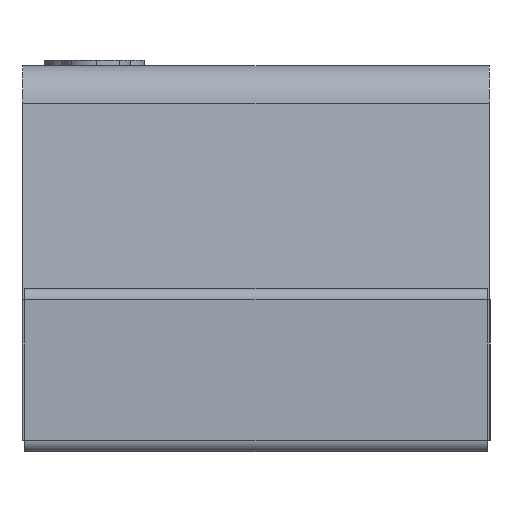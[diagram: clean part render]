
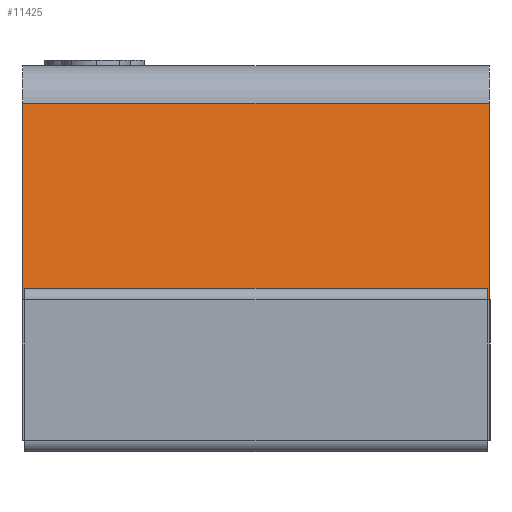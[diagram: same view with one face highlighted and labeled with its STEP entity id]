
A CAD part, left-side view. The second image highlights one B-rep face of the part: STEP entity #11425.
In plain terms, the highlighted planar face has unit normal (-0.996, 0, 0.087).
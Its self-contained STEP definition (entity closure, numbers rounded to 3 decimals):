
#65 = VERTEX_POINT ( 'NONE', #653 ) ;
#226 = ORIENTED_EDGE ( 'NONE', *, *, #6575, .F. ) ;
#248 = CARTESIAN_POINT ( 'NONE',  ( -0.546, 0.399, 0.576 ) ) ;
#481 = DIRECTION ( 'NONE',  ( 0., -1., 0. ) ) ;
#653 = CARTESIAN_POINT ( 'NONE',  ( -0.546, -0.399, 0.576 ) ) ;
#746 = VERTEX_POINT ( 'NONE', #4455 ) ;
#1204 = VERTEX_POINT ( 'NONE', #9278 ) ;
#1210 = EDGE_CURVE ( 'NONE', #1204, #10184, #12083, .T. ) ;
#1568 = DIRECTION ( 'NONE',  ( 0., -1., 0. ) ) ;
#1802 = EDGE_CURVE ( 'NONE', #10302, #9827, #10213, .T. ) ;
#1925 = VECTOR ( 'NONE', #3284, 1000. ) ;
#2002 = DIRECTION ( 'NONE',  ( 0.087, 0., 0.996 ) ) ;
#2373 = ORIENTED_EDGE ( 'NONE', *, *, #8761, .T. ) ;
#2484 = CARTESIAN_POINT ( 'NONE',  ( -0.575, -0.399, 0.24 ) ) ;
#2605 = ORIENTED_EDGE ( 'NONE', *, *, #1802, .F. ) ;
#2857 = CARTESIAN_POINT ( 'NONE',  ( -0.573, 0., 0.26 ) ) ;
#2936 = CARTESIAN_POINT ( 'NONE',  ( -0.54, 0.399, 0.64 ) ) ;
#3191 = CARTESIAN_POINT ( 'NONE',  ( -0.546, 0.399, 0.576 ) ) ;
#3221 = CARTESIAN_POINT ( 'NONE',  ( -0.575, -0.399, 0.24 ) ) ;
#3262 = ORIENTED_EDGE ( 'NONE', *, *, #12651, .F. ) ;
#3284 = DIRECTION ( 'NONE',  ( -0.087, 0., -0.996 ) ) ;
#3324 = EDGE_LOOP ( 'NONE', ( #226, #2605, #6259, #11091, #11524, #2373, #3262, #10766 ) ) ;
#3362 = DIRECTION ( 'NONE',  ( -0.087, 0., -0.996 ) ) ;
#3845 = LINE ( 'NONE', #11142, #11205 ) ;
#4440 = PLANE ( 'NONE',  #5239 ) ;
#4455 = CARTESIAN_POINT ( 'NONE',  ( -0.575, -0.395, 0.24 ) ) ;
#4523 = DIRECTION ( 'NONE',  ( 0.996, 0., -0.087 ) ) ;
#4524 = VERTEX_POINT ( 'NONE', #4804 ) ;
#4768 = VERTEX_POINT ( 'NONE', #3191 ) ;
#4804 = CARTESIAN_POINT ( 'NONE',  ( -0.575, -0.399, 0.24 ) ) ;
#4958 = LINE ( 'NONE', #2936, #8680 ) ;
#5122 = VECTOR ( 'NONE', #11153, 1000. ) ;
#5133 = DIRECTION ( 'NONE',  ( 0., -1., 0. ) ) ;
#5239 = AXIS2_PLACEMENT_3D ( 'NONE', #12496, #4523, #481 ) ;
#5359 = VECTOR ( 'NONE', #10785, 1000. ) ;
#5979 = CARTESIAN_POINT ( 'NONE',  ( -0.573, 0.395, 0.26 ) ) ;
#6259 = ORIENTED_EDGE ( 'NONE', *, *, #10952, .T. ) ;
#6575 = EDGE_CURVE ( 'NONE', #9827, #10184, #10554, .T. ) ;
#7221 = CARTESIAN_POINT ( 'NONE',  ( -0.54, 0.395, 0.64 ) ) ;
#7244 = EDGE_CURVE ( 'NONE', #65, #4524, #12840, .T. ) ;
#7613 = LINE ( 'NONE', #2484, #10473 ) ;
#8425 = CARTESIAN_POINT ( 'NONE',  ( -0.54, -0.399, 0.64 ) ) ;
#8680 = VECTOR ( 'NONE', #2002, 1000. ) ;
#8761 = EDGE_CURVE ( 'NONE', #65, #4768, #9965, .T. ) ;
#9072 = VECTOR ( 'NONE', #5133, 1000. ) ;
#9278 = CARTESIAN_POINT ( 'NONE',  ( -0.575, 0.399, 0.24 ) ) ;
#9827 = VERTEX_POINT ( 'NONE', #5979 ) ;
#9965 = LINE ( 'NONE', #248, #5122 ) ;
#10032 = VECTOR ( 'NONE', #3362, 1000. ) ;
#10184 = VERTEX_POINT ( 'NONE', #10722 ) ;
#10213 = LINE ( 'NONE', #2857, #5359 ) ;
#10302 = VERTEX_POINT ( 'NONE', #10888 ) ;
#10473 = VECTOR ( 'NONE', #1568, 1000. ) ;
#10554 = LINE ( 'NONE', #7221, #1925 ) ;
#10722 = CARTESIAN_POINT ( 'NONE',  ( -0.575, 0.395, 0.24 ) ) ;
#10766 = ORIENTED_EDGE ( 'NONE', *, *, #1210, .T. ) ;
#10785 = DIRECTION ( 'NONE',  ( 0., 1., 0. ) ) ;
#10888 = CARTESIAN_POINT ( 'NONE',  ( -0.573, -0.395, 0.26 ) ) ;
#10952 = EDGE_CURVE ( 'NONE', #10302, #746, #3845, .T. ) ;
#11091 = ORIENTED_EDGE ( 'NONE', *, *, #11829, .T. ) ;
#11142 = CARTESIAN_POINT ( 'NONE',  ( -0.54, -0.395, 0.64 ) ) ;
#11153 = DIRECTION ( 'NONE',  ( 0., 1., 0. ) ) ;
#11205 = VECTOR ( 'NONE', #11916, 1000. ) ;
#11425 = ADVANCED_FACE ( 'NONE', ( #12547 ), #4440, .F. ) ;
#11524 = ORIENTED_EDGE ( 'NONE', *, *, #7244, .F. ) ;
#11829 = EDGE_CURVE ( 'NONE', #746, #4524, #7613, .T. ) ;
#11916 = DIRECTION ( 'NONE',  ( -0.087, 0., -0.996 ) ) ;
#12083 = LINE ( 'NONE', #3221, #9072 ) ;
#12496 = CARTESIAN_POINT ( 'NONE',  ( -0.54, 0., 0.64 ) ) ;
#12547 = FACE_OUTER_BOUND ( 'NONE', #3324, .T. ) ;
#12651 = EDGE_CURVE ( 'NONE', #1204, #4768, #4958, .T. ) ;
#12840 = LINE ( 'NONE', #8425, #10032 ) ;
